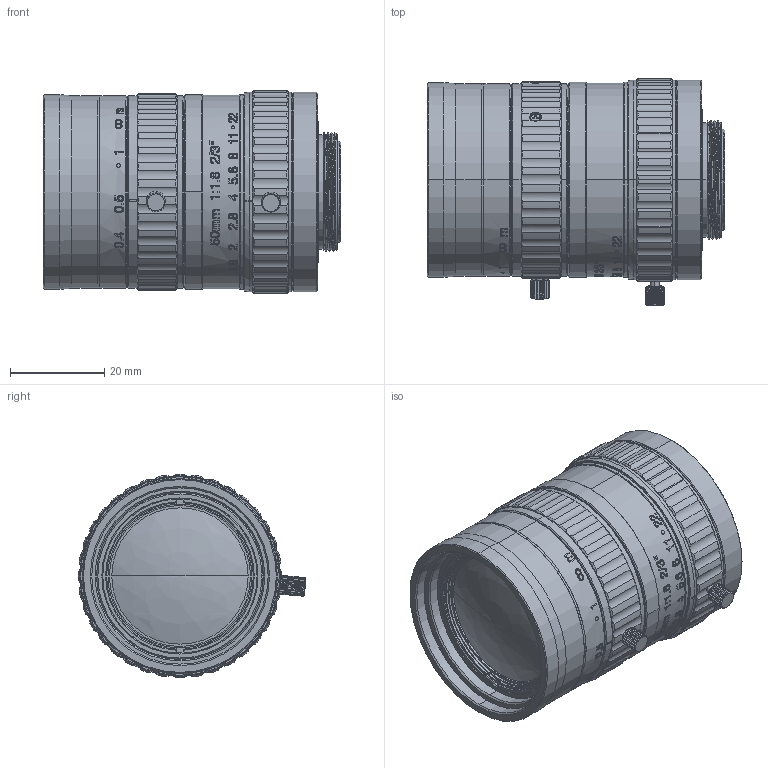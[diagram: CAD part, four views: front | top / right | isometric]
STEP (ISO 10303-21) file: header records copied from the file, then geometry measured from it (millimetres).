
FILE_DESCRIPTION (( 'STEP AP203' ), '1' );
FILE_NAME ('600012.STEP', '2021-08-06T07:00:32', ( '' ), ( '' ), 'SwSTEP 2.0', 'SolidWorks 2020', '' );
FILE_SCHEMA (( 'CONFIG_CONTROL_DESIGN' ));
Length unit declared in the file: millimetre
Products named in the file (1): 600012
Bounding box: 63.17 x 48.43 x 43.3 mm (x, y, z)
Volume: 72370 mm3; surface area: 26340.3 mm2
Topology: 4 solids, 10 shells, 1762 faces, 4597 edges, 2973 vertices
Faces by surface type: plane 505, cylinder 485, bspline 429, cone 343
Entity records: 71124 total; most frequent: CARTESIAN_POINT 30810, ORIENTED_EDGE 9186, DIRECTION 7103, EDGE_CURVE 4593, VERTEX_POINT 2973, AXIS2_PLACEMENT_3D 2662, EDGE_LOOP 1924, VECTOR 1779
